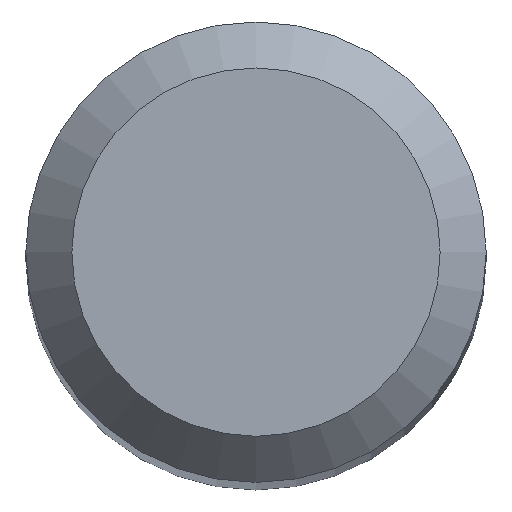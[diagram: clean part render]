
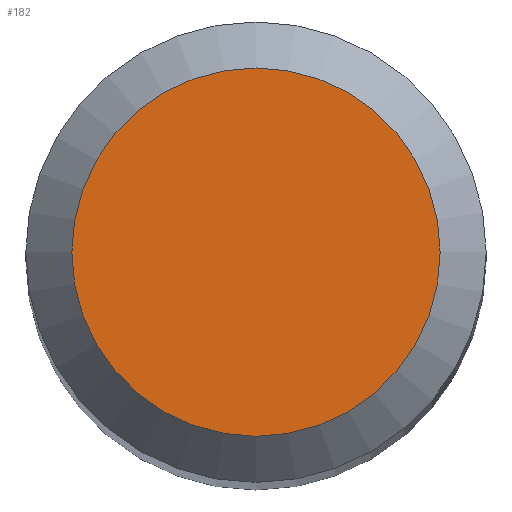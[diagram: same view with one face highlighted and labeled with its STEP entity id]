
A CAD part, top view. The second image highlights one B-rep face of the part: STEP entity #182.
In plain terms, the highlighted planar face has unit normal (0, 0, 1).
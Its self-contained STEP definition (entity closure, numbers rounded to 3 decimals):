
#5 = CARTESIAN_POINT ( 'NONE',  ( 0., 0., 0. ) ) ;
#30 = CARTESIAN_POINT ( 'NONE',  ( 0., 0., 0. ) ) ;
#32 = AXIS2_PLACEMENT_3D ( 'NONE', #30, #54, #176 ) ;
#43 = VERTEX_POINT ( 'NONE', #110 ) ;
#54 = DIRECTION ( 'NONE',  ( 0., 0., -1. ) ) ;
#65 = EDGE_CURVE ( 'NONE', #43, #43, #69, .T. ) ;
#69 = CIRCLE ( 'NONE', #150, 2. ) ;
#73 = FACE_OUTER_BOUND ( 'NONE', #109, .T. ) ;
#84 = ORIENTED_EDGE ( 'NONE', *, *, #65, .F. ) ;
#109 = EDGE_LOOP ( 'NONE', ( #84 ) ) ;
#110 = CARTESIAN_POINT ( 'NONE',  ( -2., 0., 0. ) ) ;
#130 = PLANE ( 'NONE',  #32 ) ;
#133 = DIRECTION ( 'NONE',  ( 0., 0., -1. ) ) ;
#150 = AXIS2_PLACEMENT_3D ( 'NONE', #5, #133, #173 ) ;
#173 = DIRECTION ( 'NONE',  ( -1., 0., 0. ) ) ;
#176 = DIRECTION ( 'NONE',  ( -1., 0., 0. ) ) ;
#182 = ADVANCED_FACE ( 'NONE', ( #73 ), #130, .F. ) ;
